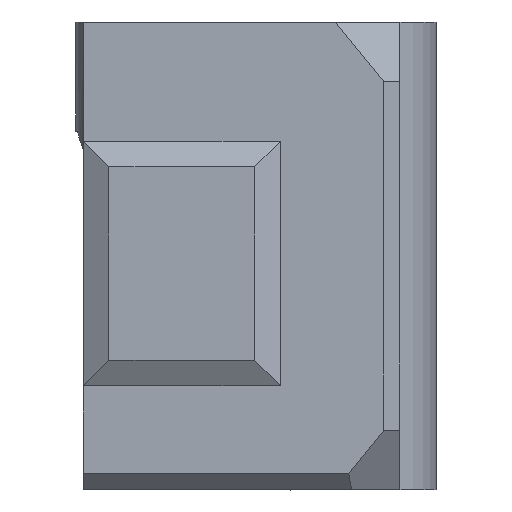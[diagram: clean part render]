
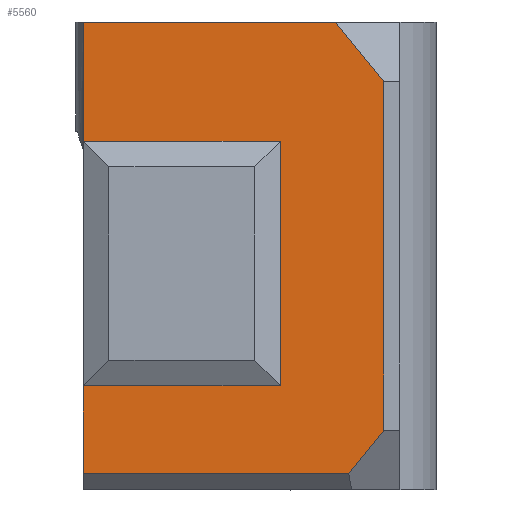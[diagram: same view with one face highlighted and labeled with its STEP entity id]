
A CAD part, top view. The second image highlights one B-rep face of the part: STEP entity #5560.
In plain terms, the highlighted planar face has unit normal (0, 0, 1).
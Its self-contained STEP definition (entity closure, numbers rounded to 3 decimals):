
#328=FACE_OUTER_BOUND('',#652,.T.);
#652=EDGE_LOOP('',(#3826,#3827,#3828,#3829,#3830,#3831,#3832,#3833,#3834,
#3835));
#1041=LINE('',#7991,#1686);
#1044=LINE('',#7996,#1689);
#1045=LINE('',#7998,#1690);
#1046=LINE('',#8001,#1691);
#1055=LINE('',#8018,#1700);
#1100=LINE('',#8109,#1745);
#1101=LINE('',#8111,#1746);
#1102=LINE('',#8113,#1747);
#1103=LINE('',#8115,#1748);
#1104=LINE('',#8116,#1749);
#1686=VECTOR('',#6463,10.);
#1689=VECTOR('',#6468,10.);
#1690=VECTOR('',#6471,10.);
#1691=VECTOR('',#6474,10.);
#1700=VECTOR('',#6483,10.);
#1745=VECTOR('',#6530,10.);
#1746=VECTOR('',#6531,10.);
#1747=VECTOR('',#6532,10.);
#1748=VECTOR('',#6533,10.);
#1749=VECTOR('',#6534,10.);
#2298=VERTEX_POINT('',#7975);
#2301=VERTEX_POINT('',#7980);
#2304=VERTEX_POINT('',#7990);
#2305=VERTEX_POINT('',#7994);
#2306=VERTEX_POINT('',#8000);
#2314=VERTEX_POINT('',#8016);
#2359=VERTEX_POINT('',#8108);
#2360=VERTEX_POINT('',#8110);
#2361=VERTEX_POINT('',#8112);
#2362=VERTEX_POINT('',#8114);
#2856=EDGE_CURVE('',#2304,#2298,#1041,.T.);
#2859=EDGE_CURVE('',#2301,#2305,#1044,.T.);
#2860=EDGE_CURVE('',#2305,#2304,#1045,.T.);
#2861=EDGE_CURVE('',#2306,#2301,#1046,.T.);
#2870=EDGE_CURVE('',#2298,#2314,#1055,.T.);
#2915=EDGE_CURVE('',#2314,#2359,#1100,.T.);
#2916=EDGE_CURVE('',#2360,#2359,#1101,.T.);
#2917=EDGE_CURVE('',#2360,#2361,#1102,.T.);
#2918=EDGE_CURVE('',#2362,#2361,#1103,.T.);
#2919=EDGE_CURVE('',#2362,#2306,#1104,.T.);
#3826=ORIENTED_EDGE('',*,*,#2859,.T.);
#3827=ORIENTED_EDGE('',*,*,#2860,.T.);
#3828=ORIENTED_EDGE('',*,*,#2856,.T.);
#3829=ORIENTED_EDGE('',*,*,#2870,.T.);
#3830=ORIENTED_EDGE('',*,*,#2915,.T.);
#3831=ORIENTED_EDGE('',*,*,#2916,.F.);
#3832=ORIENTED_EDGE('',*,*,#2917,.T.);
#3833=ORIENTED_EDGE('',*,*,#2918,.F.);
#3834=ORIENTED_EDGE('',*,*,#2919,.T.);
#3835=ORIENTED_EDGE('',*,*,#2861,.T.);
#5289=PLANE('',#5903);
#5560=ADVANCED_FACE('',(#328),#5289,.T.);
#5903=AXIS2_PLACEMENT_3D('',#8107,#6528,#6529);
#6463=DIRECTION('',(-1.,0.,0.));
#6468=DIRECTION('',(1.,0.,0.));
#6471=DIRECTION('',(0.,-1.,0.));
#6474=DIRECTION('',(0.,-1.,0.));
#6483=DIRECTION('',(0.,-1.,0.));
#6528=DIRECTION('center_axis',(0.,0.,
1.));
#6529=DIRECTION('ref_axis',(-1.,0.,0.));
#6530=DIRECTION('',(1.,0.,0.));
#6531=DIRECTION('',(-0.632,-0.775,0.));
#6532=DIRECTION('',(0.,1.,0.));
#6533=DIRECTION('',(0.632,-0.775,0.));
#6534=DIRECTION('',(-1.,0.,0.));
#7975=CARTESIAN_POINT('',(313.685,181.75,366.29));
#7980=CARTESIAN_POINT('',(313.685,212.1,366.29));
#7990=CARTESIAN_POINT('',(338.121,181.75,366.29));
#7991=CARTESIAN_POINT('',(333.33,181.75,366.29));
#7994=CARTESIAN_POINT('',(338.121,212.1,366.29));
#7996=CARTESIAN_POINT('',(345.548,212.1,366.29));
#7998=CARTESIAN_POINT('',(338.121,204.33,366.29));
#8000=CARTESIAN_POINT('',(313.685,226.91,366.29));
#8001=CARTESIAN_POINT('',(313.685,226.91,366.29));
#8016=CARTESIAN_POINT('',(313.685,170.91,366.29));
#8018=CARTESIAN_POINT('',(313.685,226.91,366.29));
#8107=CARTESIAN_POINT('Origin',(352.975,226.91,366.29));
#8108=CARTESIAN_POINT('',(346.608,170.91,366.29));
#8109=CARTESIAN_POINT('',(343.153,170.91,366.29));
#8110=CARTESIAN_POINT('',(350.975,176.258,366.29));
#8111=CARTESIAN_POINT('',(364.103,192.337,366.29));
#8112=CARTESIAN_POINT('',(350.975,219.562,366.29));
#8113=CARTESIAN_POINT('',(350.975,226.91,366.29));
#8114=CARTESIAN_POINT('',(344.975,226.91,366.29));
#8115=CARTESIAN_POINT('',(349.496,221.373,366.29));
#8116=CARTESIAN_POINT('',(352.975,226.91,366.29));
